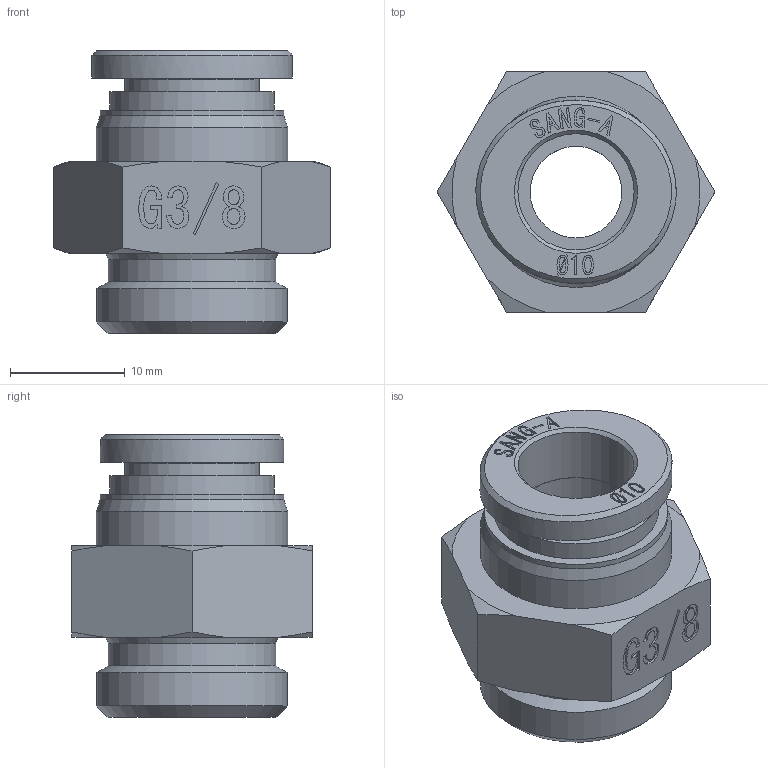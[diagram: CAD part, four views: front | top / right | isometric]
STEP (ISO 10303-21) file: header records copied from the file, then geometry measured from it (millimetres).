
FILE_DESCRIPTION((''),'2;1');
FILE_NAME('F-PC 10G03.stp','2020-11-23T15:55:26',('Administrator'),(''),'Autodesk Inventor 2013','Autodesk Inventor 2013','');
FILE_SCHEMA(('CONFIG_CONTROL_DESIGN'));
Length unit declared in the file: millimetre
Products named in the file (3): 조립품12; F-SLEEVE 10(SUS); F-PC BODY 10G03
Assembly tree (2 placements, depth 2):
  조립품12
    F-SLEEVE 10(SUS)
    F-PC BODY 10G03
Bounding box: 24.25 x 21 x 24.7 mm (x, y, z)
Volume: 4335.6 mm3; surface area: 3309.6 mm2
Topology: 2 solids, 2 shells, 303 faces, 801 edges, 532 vertices
Faces by surface type: bspline 146, plane 125, cone 20, cylinder 12
Full cylindrical faces by diameter (mm): 3.35 x1, 8 x1, 10.15 x1, 10.2 x1, 11.7 x1, 14.4 x1, 14.6 x1, 16.05 x1, 16.662 x1, 16.7 x1
Entity records: 9580 total; most frequent: CARTESIAN_POINT 3097, ORIENTED_EDGE 1554, DIRECTION 843, EDGE_CURVE 777, VERTEX_POINT 528, VECTOR 419, LINE 419, EDGE_LOOP 357
